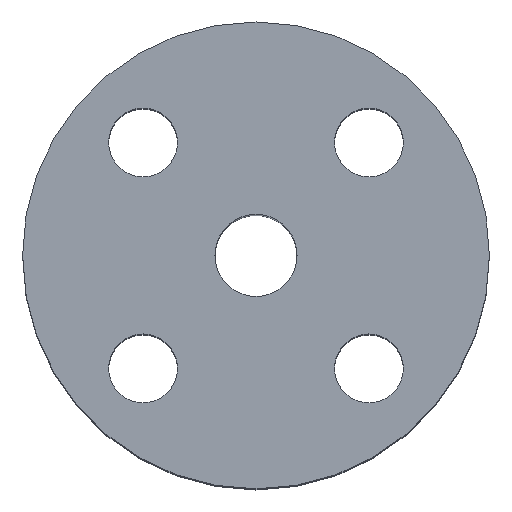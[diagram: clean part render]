
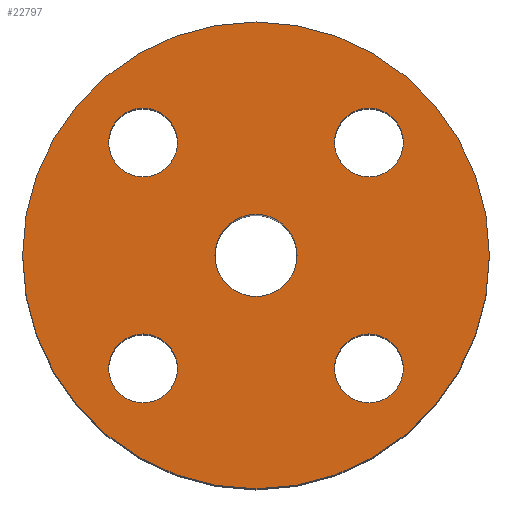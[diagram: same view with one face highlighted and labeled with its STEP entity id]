
A CAD part, top view. The second image highlights one B-rep face of the part: STEP entity #22797.
In plain terms, the highlighted planar face has unit normal (0, 0, 1).
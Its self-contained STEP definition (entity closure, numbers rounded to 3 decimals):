
#85 = CIRCLE ( 'NONE', #10104, 47.5 ) ;
#325 = DIRECTION ( 'NONE',  ( 0., 0., 1. ) ) ;
#472 = CARTESIAN_POINT ( 'NONE',  ( 47.5, 0., 0. ) ) ;
#640 = VERTEX_POINT ( 'NONE', #6005 ) ;
#1000 = CARTESIAN_POINT ( 'NONE',  ( -29.981, -22.981, 0. ) ) ;
#1463 = CARTESIAN_POINT ( 'NONE',  ( -8.35, 0., 0. ) ) ;
#1703 = ORIENTED_EDGE ( 'NONE', *, *, #9884, .F. ) ;
#2009 = DIRECTION ( 'NONE',  ( -1., 0., 0. ) ) ;
#2108 = DIRECTION ( 'NONE',  ( 1., 0., 0. ) ) ;
#2322 = EDGE_CURVE ( 'NONE', #8778, #5322, #14126, .T. ) ;
#2559 = ORIENTED_EDGE ( 'NONE', *, *, #4618, .F. ) ;
#2629 = CARTESIAN_POINT ( 'NONE',  ( -22.981, -22.981, 0. ) ) ;
#2667 = DIRECTION ( 'NONE',  ( 0., 1., 0. ) ) ;
#2871 = DIRECTION ( 'NONE',  ( 0., 0., 1. ) ) ;
#3027 = CIRCLE ( 'NONE', #4861, 8.35 ) ;
#3324 = CIRCLE ( 'NONE', #19192, 7. ) ;
#3353 = VERTEX_POINT ( 'NONE', #14295 ) ;
#3563 = CARTESIAN_POINT ( 'NONE',  ( 29.981, -22.981, 0. ) ) ;
#3650 = ORIENTED_EDGE ( 'NONE', *, *, #15686, .F. ) ;
#3656 = DIRECTION ( 'NONE',  ( 0., 1., 0. ) ) ;
#3722 = AXIS2_PLACEMENT_3D ( 'NONE', #22603, #2871, #15936 ) ;
#4137 = PLANE ( 'NONE',  #13938 ) ;
#4618 = EDGE_CURVE ( 'NONE', #27377, #3353, #3324, .T. ) ;
#4861 = AXIS2_PLACEMENT_3D ( 'NONE', #17681, #8912, #26060 ) ;
#5029 = CIRCLE ( 'NONE', #6847, 7. ) ;
#5048 = DIRECTION ( 'NONE',  ( 0., 0., 1. ) ) ;
#5104 = ORIENTED_EDGE ( 'NONE', *, *, #9797, .T. ) ;
#5322 = VERTEX_POINT ( 'NONE', #19741 ) ;
#5374 = VERTEX_POINT ( 'NONE', #1000 ) ;
#5532 = AXIS2_PLACEMENT_3D ( 'NONE', #13470, #24517, #2667 ) ;
#5678 = CIRCLE ( 'NONE', #27410, 47.5 ) ;
#5796 = DIRECTION ( 'NONE',  ( 0., 0., 1. ) ) ;
#5846 = EDGE_CURVE ( 'NONE', #20024, #11354, #5029, .T. ) ;
#5980 = DIRECTION ( 'NONE',  ( 0., 0., 1. ) ) ;
#6005 = CARTESIAN_POINT ( 'NONE',  ( -47.5, 0., 0. ) ) ;
#6825 = DIRECTION ( 'NONE',  ( 1., 0., 0. ) ) ;
#6847 = AXIS2_PLACEMENT_3D ( 'NONE', #22816, #5796, #3656 ) ;
#7197 = EDGE_LOOP ( 'NONE', ( #23938, #15117 ) ) ;
#7292 = DIRECTION ( 'NONE',  ( 1., 0., 0. ) ) ;
#7526 = CARTESIAN_POINT ( 'NONE',  ( -15.981, -22.981, 0. ) ) ;
#7861 = CARTESIAN_POINT ( 'NONE',  ( 22.981, -22.981, 0. ) ) ;
#8385 = EDGE_LOOP ( 'NONE', ( #1703, #9781 ) ) ;
#8633 = DIRECTION ( 'NONE',  ( 0., 0., 1. ) ) ;
#8778 = VERTEX_POINT ( 'NONE', #1463 ) ;
#8831 = CARTESIAN_POINT ( 'NONE',  ( 0., 0., 0. ) ) ;
#8912 = DIRECTION ( 'NONE',  ( 0., 0., 1. ) ) ;
#9055 = DIRECTION ( 'NONE',  ( -1., 0., 0. ) ) ;
#9166 = CARTESIAN_POINT ( 'NONE',  ( 15.981, -22.981, 0. ) ) ;
#9226 = EDGE_LOOP ( 'NONE', ( #27017, #2559 ) ) ;
#9556 = EDGE_CURVE ( 'NONE', #25564, #21890, #12348, .T. ) ;
#9781 = ORIENTED_EDGE ( 'NONE', *, *, #5846, .F. ) ;
#9797 = EDGE_CURVE ( 'NONE', #21992, #640, #85, .T. ) ;
#9871 = DIRECTION ( 'NONE',  ( 0., -1., 0. ) ) ;
#9884 = EDGE_CURVE ( 'NONE', #11354, #20024, #26364, .T. ) ;
#10104 = AXIS2_PLACEMENT_3D ( 'NONE', #22607, #5980, #26859 ) ;
#10220 = EDGE_LOOP ( 'NONE', ( #20685, #17852 ) ) ;
#10425 = DIRECTION ( 'NONE',  ( 0., 0., -1. ) ) ;
#10773 = DIRECTION ( 'NONE',  ( 0., 0., 1. ) ) ;
#11354 = VERTEX_POINT ( 'NONE', #22901 ) ;
#11418 = CARTESIAN_POINT ( 'NONE',  ( 0., 0., 0. ) ) ;
#11503 = CARTESIAN_POINT ( 'NONE',  ( 15.981, 22.981, 0. ) ) ;
#11678 = AXIS2_PLACEMENT_3D ( 'NONE', #15125, #10773, #23780 ) ;
#12348 = CIRCLE ( 'NONE', #3722, 7. ) ;
#12431 = CIRCLE ( 'NONE', #22852, 7. ) ;
#13470 = CARTESIAN_POINT ( 'NONE',  ( -22.981, 22.981, 0. ) ) ;
#13938 = AXIS2_PLACEMENT_3D ( 'NONE', #21440, #10425, #2009 ) ;
#14126 = CIRCLE ( 'NONE', #17751, 8.35 ) ;
#14295 = CARTESIAN_POINT ( 'NONE',  ( 29.981, 22.981, 0. ) ) ;
#14384 = CIRCLE ( 'NONE', #26161, 7. ) ;
#14509 = FACE_BOUND ( 'NONE', #8385, .T. ) ;
#15117 = ORIENTED_EDGE ( 'NONE', *, *, #21273, .F. ) ;
#15125 = CARTESIAN_POINT ( 'NONE',  ( 22.981, 22.981, 0. ) ) ;
#15187 = AXIS2_PLACEMENT_3D ( 'NONE', #7861, #20621, #9871 ) ;
#15289 = EDGE_LOOP ( 'NONE', ( #5104, #23672 ) ) ;
#15546 = DIRECTION ( 'NONE',  ( -1., 0., 0. ) ) ;
#15686 = EDGE_CURVE ( 'NONE', #27430, #5374, #12431, .T. ) ;
#15936 = DIRECTION ( 'NONE',  ( 0., -1., 0. ) ) ;
#17262 = CARTESIAN_POINT ( 'NONE',  ( -22.981, -22.981, 0. ) ) ;
#17318 = DIRECTION ( 'NONE',  ( 0., 0., 1. ) ) ;
#17681 = CARTESIAN_POINT ( 'NONE',  ( 0., 0., 0. ) ) ;
#17751 = AXIS2_PLACEMENT_3D ( 'NONE', #8831, #17318, #6825 ) ;
#17852 = ORIENTED_EDGE ( 'NONE', *, *, #2322, .F. ) ;
#18810 = CIRCLE ( 'NONE', #15187, 7. ) ;
#18898 = FACE_OUTER_BOUND ( 'NONE', #15289, .T. ) ;
#19192 = AXIS2_PLACEMENT_3D ( 'NONE', #23680, #21693, #2108 ) ;
#19741 = CARTESIAN_POINT ( 'NONE',  ( 8.35, 0., 0. ) ) ;
#19811 = CIRCLE ( 'NONE', #11678, 7. ) ;
#20024 = VERTEX_POINT ( 'NONE', #21338 ) ;
#20621 = DIRECTION ( 'NONE',  ( 0., 0., 1. ) ) ;
#20685 = ORIENTED_EDGE ( 'NONE', *, *, #21589, .F. ) ;
#21206 = EDGE_CURVE ( 'NONE', #640, #21992, #5678, .T. ) ;
#21273 = EDGE_CURVE ( 'NONE', #21890, #25564, #18810, .T. ) ;
#21306 = FACE_BOUND ( 'NONE', #7197, .T. ) ;
#21338 = CARTESIAN_POINT ( 'NONE',  ( -29.981, 22.981, 0. ) ) ;
#21440 = CARTESIAN_POINT ( 'NONE',  ( 0., 8.35, 0. ) ) ;
#21589 = EDGE_CURVE ( 'NONE', #5322, #8778, #3027, .T. ) ;
#21693 = DIRECTION ( 'NONE',  ( 0., 0., 1. ) ) ;
#21890 = VERTEX_POINT ( 'NONE', #9166 ) ;
#21992 = VERTEX_POINT ( 'NONE', #472 ) ;
#22603 = CARTESIAN_POINT ( 'NONE',  ( 22.981, -22.981, 0. ) ) ;
#22607 = CARTESIAN_POINT ( 'NONE',  ( 0., 0., 0. ) ) ;
#22797 = ADVANCED_FACE ( 'NONE', ( #21306, #27827, #14509, #25442, #23577, #18898 ), #4137, .F. ) ;
#22816 = CARTESIAN_POINT ( 'NONE',  ( -22.981, 22.981, 0. ) ) ;
#22852 = AXIS2_PLACEMENT_3D ( 'NONE', #2629, #5048, #9055 ) ;
#22901 = CARTESIAN_POINT ( 'NONE',  ( -15.981, 22.981, 0. ) ) ;
#23551 = EDGE_CURVE ( 'NONE', #3353, #27377, #19811, .T. ) ;
#23562 = EDGE_CURVE ( 'NONE', #5374, #27430, #14384, .T. ) ;
#23577 = FACE_BOUND ( 'NONE', #10220, .T. ) ;
#23672 = ORIENTED_EDGE ( 'NONE', *, *, #21206, .T. ) ;
#23680 = CARTESIAN_POINT ( 'NONE',  ( 22.981, 22.981, 0. ) ) ;
#23780 = DIRECTION ( 'NONE',  ( 1., 0., 0. ) ) ;
#23938 = ORIENTED_EDGE ( 'NONE', *, *, #9556, .F. ) ;
#24517 = DIRECTION ( 'NONE',  ( 0., 0., 1. ) ) ;
#25278 = EDGE_LOOP ( 'NONE', ( #3650, #25327 ) ) ;
#25327 = ORIENTED_EDGE ( 'NONE', *, *, #23562, .F. ) ;
#25442 = FACE_BOUND ( 'NONE', #9226, .T. ) ;
#25564 = VERTEX_POINT ( 'NONE', #3563 ) ;
#26060 = DIRECTION ( 'NONE',  ( 1., 0., 0. ) ) ;
#26161 = AXIS2_PLACEMENT_3D ( 'NONE', #17262, #8633, #15546 ) ;
#26364 = CIRCLE ( 'NONE', #5532, 7. ) ;
#26859 = DIRECTION ( 'NONE',  ( 1., 0., 0. ) ) ;
#27017 = ORIENTED_EDGE ( 'NONE', *, *, #23551, .F. ) ;
#27377 = VERTEX_POINT ( 'NONE', #11503 ) ;
#27410 = AXIS2_PLACEMENT_3D ( 'NONE', #11418, #325, #7292 ) ;
#27430 = VERTEX_POINT ( 'NONE', #7526 ) ;
#27827 = FACE_BOUND ( 'NONE', #25278, .T. ) ;
